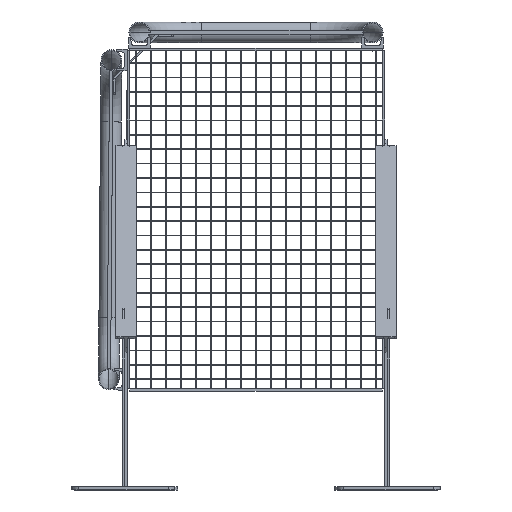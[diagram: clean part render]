
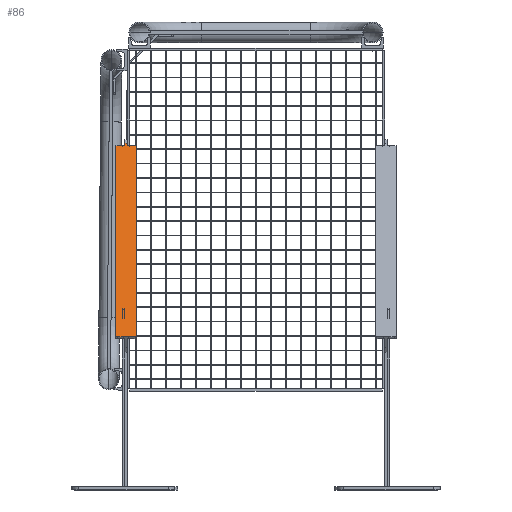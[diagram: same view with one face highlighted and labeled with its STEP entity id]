
A CAD part, front view. The second image highlights one B-rep face of the part: STEP entity #86.
In plain terms, the highlighted planar face has unit normal (0, -0.599, 0.801).
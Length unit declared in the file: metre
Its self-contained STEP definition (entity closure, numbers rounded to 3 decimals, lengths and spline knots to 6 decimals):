
#86 = ADVANCED_FACE ( 'NONE', ( #34815 ), #47429, .F. ) ;
#683 = AXIS2_PLACEMENT_3D ( 'NONE', #48686, #41547, #67286 ) ;
#1344 = EDGE_CURVE ( 'NONE', #26998, #81969, #30274, .T. ) ;
#9504 = DIRECTION ( 'NONE',  ( 0., 0.599, -0.801 ) ) ;
#10013 = EDGE_CURVE ( 'NONE', #50298, #33387, #40877, .T. ) ;
#10580 = VECTOR ( 'NONE', #36586, 1. ) ;
#10872 = CARTESIAN_POINT ( 'NONE',  ( -0.3265, -0.089389, 0.172682 ) ) ;
#11550 = CARTESIAN_POINT ( 'NONE',  ( -0.2795, -0.685379, -0.272948 ) ) ;
#11751 = CARTESIAN_POINT ( 'NONE',  ( -0.3, -0.730389, -0.306603 ) ) ;
#12519 = CARTESIAN_POINT ( 'NONE',  ( -0.306, -0.730389, -0.306603 ) ) ;
#15784 = VERTEX_POINT ( 'NONE', #81450 ) ;
#17613 = DIRECTION ( 'NONE',  ( 0., 0.599, -0.801 ) ) ;
#18433 = LINE ( 'NONE', #50063, #21212 ) ;
#18835 = EDGE_CURVE ( 'NONE', #37909, #80765, #19276, .T. ) ;
#19276 = CIRCLE ( 'NONE', #59647, 0.0045 ) ;
#20649 = CARTESIAN_POINT ( 'NONE',  ( -0.3105, -0.089389, 0.172682 ) ) ;
#21212 = VECTOR ( 'NONE', #58061, 1. ) ;
#23881 = EDGE_CURVE ( 'NONE', #65271, #81969, #68638, .T. ) ;
#24424 = VERTEX_POINT ( 'NONE', #30123 ) ;
#25230 = EDGE_CURVE ( 'NONE', #33387, #37909, #18433, .T. ) ;
#26923 = ORIENTED_EDGE ( 'NONE', *, *, #10013, .T. ) ;
#26998 = VERTEX_POINT ( 'NONE', #38720 ) ;
#27879 = EDGE_CURVE ( 'NONE', #50298, #15784, #50319, .T. ) ;
#29082 = VECTOR ( 'NONE', #33314, 1. ) ;
#30123 = CARTESIAN_POINT ( 'NONE',  ( -0.306, -0.08138, 0.178671 ) ) ;
#30155 = EDGE_CURVE ( 'NONE', #24424, #32860, #35656, .T. ) ;
#30209 = DIRECTION ( 'NONE',  ( 0., 0.801, 0.599 ) ) ;
#30274 = CIRCLE ( 'NONE', #683, 0.0045 ) ;
#32860 = VERTEX_POINT ( 'NONE', #39756 ) ;
#33054 = CARTESIAN_POINT ( 'NONE',  ( -0.3265, -0.089389, 0.172682 ) ) ;
#33148 = ORIENTED_EDGE ( 'NONE', *, *, #30155, .F. ) ;
#33314 = DIRECTION ( 'NONE',  ( 0., 0.801, 0.599 ) ) ;
#33387 = VERTEX_POINT ( 'NONE', #40893 ) ;
#34815 = FACE_OUTER_BOUND ( 'NONE', #82881, .T. ) ;
#35656 = LINE ( 'NONE', #61355, #51472 ) ;
#36468 = CARTESIAN_POINT ( 'NONE',  ( -0.2955, -0.089389, 0.172682 ) ) ;
#36569 = ORIENTED_EDGE ( 'NONE', *, *, #71809, .T. ) ;
#36586 = DIRECTION ( 'NONE',  ( 1., 0., 0. ) ) ;
#37039 = DIRECTION ( 'NONE',  ( 0., 0.801, 0.599 ) ) ;
#37418 = DIRECTION ( 'NONE',  ( 0., -0.801, -0.599 ) ) ;
#37882 = LINE ( 'NONE', #11751, #59091 ) ;
#37909 = VERTEX_POINT ( 'NONE', #36468 ) ;
#38003 = CARTESIAN_POINT ( 'NONE',  ( -0.3265, -0.730389, -0.306603 ) ) ;
#38720 = CARTESIAN_POINT ( 'NONE',  ( -0.306, -0.085785, 0.175377 ) ) ;
#39756 = CARTESIAN_POINT ( 'NONE',  ( -0.3, -0.08138, 0.178671 ) ) ;
#40877 = LINE ( 'NONE', #46365, #29082 ) ;
#40893 = CARTESIAN_POINT ( 'NONE',  ( -0.2795, -0.089389, 0.172682 ) ) ;
#41547 = DIRECTION ( 'NONE',  ( 0., 0.599, -0.801 ) ) ;
#46365 = CARTESIAN_POINT ( 'NONE',  ( -0.2795, -0.730389, -0.306603 ) ) ;
#47429 = PLANE ( 'NONE',  #64498 ) ;
#48686 = CARTESIAN_POINT ( 'NONE',  ( -0.3105, -0.085785, 0.175377 ) ) ;
#49947 = VECTOR ( 'NONE', #30209, 1. ) ;
#50063 = CARTESIAN_POINT ( 'NONE',  ( -0.2795, -0.089389, 0.172682 ) ) ;
#50298 = VERTEX_POINT ( 'NONE', #11550 ) ;
#50319 = LINE ( 'NONE', #62987, #56516 ) ;
#51472 = VECTOR ( 'NONE', #71458, 1. ) ;
#54166 = DIRECTION ( 'NONE',  ( 0., -0.801, -0.599 ) ) ;
#55704 = ORIENTED_EDGE ( 'NONE', *, *, #57189, .F. ) ;
#56516 = VECTOR ( 'NONE', #57057, 1. ) ;
#56955 = DIRECTION ( 'NONE',  ( 0., 0.801, 0.599 ) ) ;
#57057 = DIRECTION ( 'NONE',  ( -1., 0., 0. ) ) ;
#57189 = EDGE_CURVE ( 'NONE', #26998, #24424, #74945, .T. ) ;
#58061 = DIRECTION ( 'NONE',  ( -1., 0., 0. ) ) ;
#59091 = VECTOR ( 'NONE', #37039, 1. ) ;
#59647 = AXIS2_PLACEMENT_3D ( 'NONE', #62712, #17613, #37418 ) ;
#61355 = CARTESIAN_POINT ( 'NONE',  ( -0.306, -0.08138, 0.178671 ) ) ;
#62328 = ORIENTED_EDGE ( 'NONE', *, *, #1344, .T. ) ;
#62712 = CARTESIAN_POINT ( 'NONE',  ( -0.2955, -0.085785, 0.175377 ) ) ;
#62987 = CARTESIAN_POINT ( 'NONE',  ( -0.306, -0.685379, -0.272948 ) ) ;
#64095 = CARTESIAN_POINT ( 'NONE',  ( -0.3, -0.085785, 0.175377 ) ) ;
#64498 = AXIS2_PLACEMENT_3D ( 'NONE', #80739, #9504, #54166 ) ;
#65271 = VERTEX_POINT ( 'NONE', #33054 ) ;
#65345 = VECTOR ( 'NONE', #56955, 1. ) ;
#65527 = ORIENTED_EDGE ( 'NONE', *, *, #18835, .T. ) ;
#66855 = ORIENTED_EDGE ( 'NONE', *, *, #23881, .F. ) ;
#67286 = DIRECTION ( 'NONE',  ( 0., -0.801, -0.599 ) ) ;
#68638 = LINE ( 'NONE', #10872, #10580 ) ;
#71458 = DIRECTION ( 'NONE',  ( 1., 0., 0. ) ) ;
#71809 = EDGE_CURVE ( 'NONE', #80765, #32860, #37882, .T. ) ;
#74945 = LINE ( 'NONE', #12519, #49947 ) ;
#76496 = ORIENTED_EDGE ( 'NONE', *, *, #25230, .T. ) ;
#79787 = EDGE_CURVE ( 'NONE', #15784, #65271, #82286, .T. ) ;
#80565 = ORIENTED_EDGE ( 'NONE', *, *, #79787, .F. ) ;
#80739 = CARTESIAN_POINT ( 'NONE',  ( -0.306, -0.730389, -0.306603 ) ) ;
#80765 = VERTEX_POINT ( 'NONE', #64095 ) ;
#81450 = CARTESIAN_POINT ( 'NONE',  ( -0.3265, -0.685379, -0.272948 ) ) ;
#81969 = VERTEX_POINT ( 'NONE', #20649 ) ;
#82286 = LINE ( 'NONE', #38003, #65345 ) ;
#82881 = EDGE_LOOP ( 'NONE', ( #83021, #26923, #76496, #65527, #36569, #33148, #55704, #62328, #66855, #80565 ) ) ;
#83021 = ORIENTED_EDGE ( 'NONE', *, *, #27879, .F. ) ;
